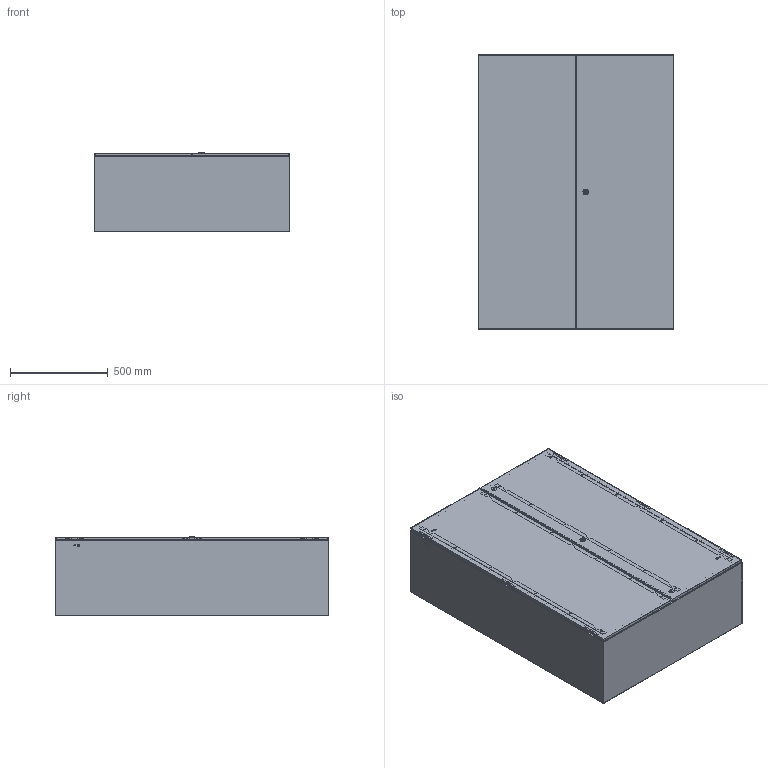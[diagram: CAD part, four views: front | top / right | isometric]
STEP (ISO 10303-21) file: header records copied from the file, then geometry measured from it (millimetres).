
FILE_DESCRIPTION (( 'STEP AP214' ), '1' );
FILE_NAME ('3351-1014-40-00.step', '2024-01-10T07:29:22', ( '' ), ( '' ), 'SwSTEP 2.0', 'SolidWorks 2019', '' );
FILE_SCHEMA (( 'AUTOMOTIVE_DESIGN' ));
Length unit declared in the file: millimetre
Products named in the file (6): Tuer_gg_wgES_3351-1014-02-90; Korpus_wgES_1014-40; Tuer2_wgES_3351-1014-05-90; 3351-1014-40-00; Montageplattenbeipack_wgES_1014; Tuer_lp_wgES_3351-1014-01-90
Assembly tree (5 placements, depth 3):
  3351-1014-40-00
    Korpus_wgES_1014-40
    Tuer2_wgES_3351-1014-05-90
      Tuer_gg_wgES_3351-1014-02-90
      Tuer_lp_wgES_3351-1014-01-90
    Montageplattenbeipack_wgES_1014
Bounding box: 1000 x 1400 x 406.5 mm (x, y, z)
Volume: 8758260.1 mm3; surface area: 10468482.1 mm2
Topology: 56 solids, 56 shells, 2851 faces, 7149 edges, 4622 vertices
Faces by surface type: plane 1435, cylinder 1258, cone 66, torus 60, sphere 32
Entity records: 91421 total; most frequent: CARTESIAN_POINT 15751, DIRECTION 15477, ORIENTED_EDGE 14202, EDGE_CURVE 7101, AXIS2_PLACEMENT_3D 5692, VERTEX_POINT 4598, VECTOR 4093, LINE 4093
